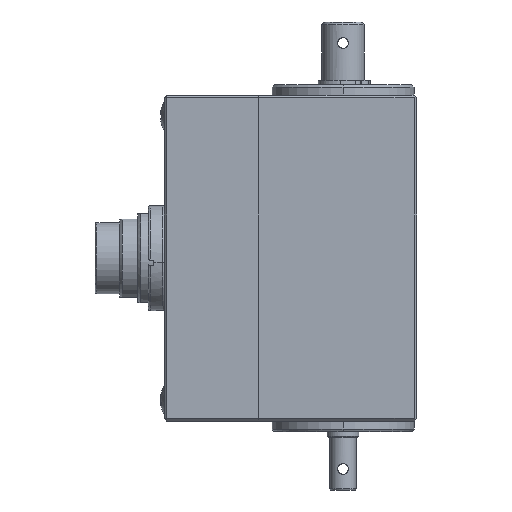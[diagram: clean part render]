
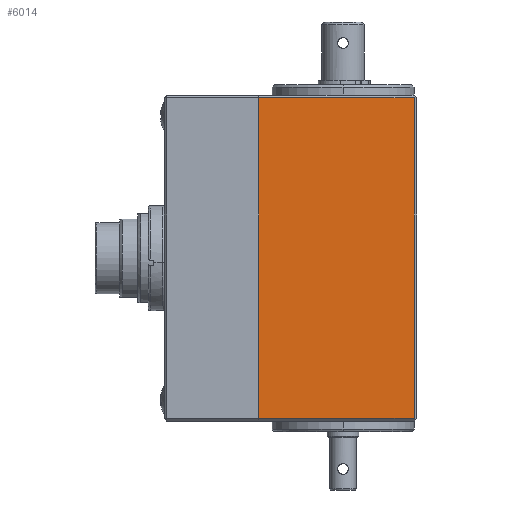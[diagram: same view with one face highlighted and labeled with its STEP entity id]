
A CAD part, left-side view. The second image highlights one B-rep face of the part: STEP entity #6014.
In plain terms, the highlighted planar face has unit normal (-1, 0, 0).
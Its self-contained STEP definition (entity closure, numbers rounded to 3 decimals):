
#1202 = LINE ( 'NONE', #10176, #8851 ) ;
#1212 = LINE ( 'NONE', #1295, #8862 ) ;
#1295 = CARTESIAN_POINT ( 'NONE',  ( -14., -14., 0.5 ) ) ;
#1630 = LINE ( 'NONE', #4780, #4321 ) ;
#1890 = EDGE_CURVE ( 'NONE', #2481, #12043, #1212, .T. ) ;
#2189 = LINE ( 'NONE', #6319, #3925 ) ;
#2242 = DIRECTION ( 'NONE',  ( 0., -1., 0. ) ) ;
#2377 = VERTEX_POINT ( 'NONE', #7660 ) ;
#2481 = VERTEX_POINT ( 'NONE', #2862 ) ;
#2862 = CARTESIAN_POINT ( 'NONE',  ( -14., 16., 0.5 ) ) ;
#2916 = ORIENTED_EDGE ( 'NONE', *, *, #1890, .T. ) ;
#3141 = ORIENTED_EDGE ( 'NONE', *, *, #5197, .T. ) ;
#3925 = VECTOR ( 'NONE', #9323, 1000. ) ;
#4321 = VECTOR ( 'NONE', #12753, 1000. ) ;
#4780 = CARTESIAN_POINT ( 'NONE',  ( -14., -13.5, 64. ) ) ;
#4787 = ORIENTED_EDGE ( 'NONE', *, *, #10989, .T. ) ;
#5053 = CARTESIAN_POINT ( 'NONE',  ( -14., -14., 64. ) ) ;
#5197 = EDGE_CURVE ( 'NONE', #12043, #2377, #1630, .T. ) ;
#5308 = FACE_OUTER_BOUND ( 'NONE', #8293, .T. ) ;
#6014 = ADVANCED_FACE ( 'NONE', ( #5308 ), #9942, .F. ) ;
#6052 = DIRECTION ( 'NONE',  ( 0., 0., -1. ) ) ;
#6056 = CARTESIAN_POINT ( 'NONE',  ( -14., 16., 61.5 ) ) ;
#6267 = DIRECTION ( 'NONE',  ( 0., 0., -1. ) ) ;
#6319 = CARTESIAN_POINT ( 'NONE',  ( -14., 16., 61.5 ) ) ;
#7660 = CARTESIAN_POINT ( 'NONE',  ( -14., -13.5, 61.5 ) ) ;
#8293 = EDGE_LOOP ( 'NONE', ( #2916, #3141, #12024, #4787 ) ) ;
#8851 = VECTOR ( 'NONE', #6267, 1000. ) ;
#8862 = VECTOR ( 'NONE', #2242, 1000. ) ;
#9323 = DIRECTION ( 'NONE',  ( 0., 1., 0. ) ) ;
#9394 = VERTEX_POINT ( 'NONE', #6056 ) ;
#9942 = PLANE ( 'NONE',  #11684 ) ;
#10176 = CARTESIAN_POINT ( 'NONE',  ( -14., 16., 64. ) ) ;
#10989 = EDGE_CURVE ( 'NONE', #9394, #2481, #1202, .T. ) ;
#11684 = AXIS2_PLACEMENT_3D ( 'NONE', #5053, #12028, #6052 ) ;
#12024 = ORIENTED_EDGE ( 'NONE', *, *, #12830, .T. ) ;
#12028 = DIRECTION ( 'NONE',  ( 1., 0., 0. ) ) ;
#12043 = VERTEX_POINT ( 'NONE', #12209 ) ;
#12209 = CARTESIAN_POINT ( 'NONE',  ( -14., -13.5, 0.5 ) ) ;
#12753 = DIRECTION ( 'NONE',  ( 0., 0., 1. ) ) ;
#12830 = EDGE_CURVE ( 'NONE', #2377, #9394, #2189, .T. ) ;
